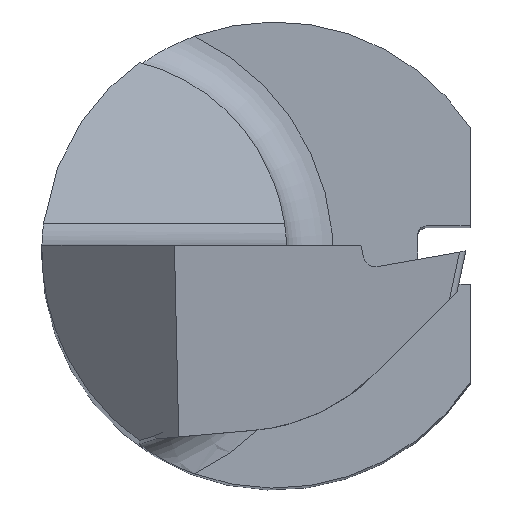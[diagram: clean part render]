
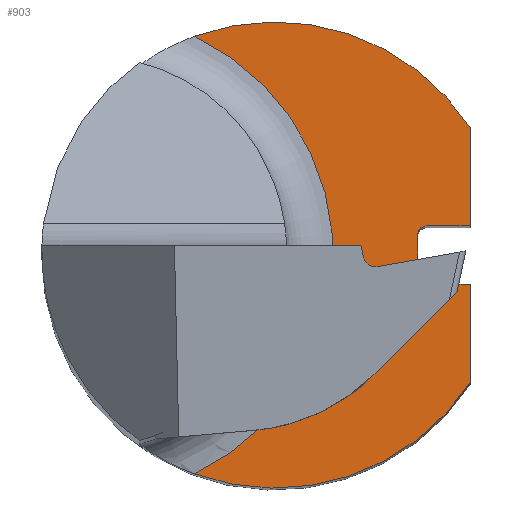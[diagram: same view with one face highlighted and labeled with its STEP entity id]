
A CAD part, top view. The second image highlights one B-rep face of the part: STEP entity #903.
In plain terms, the highlighted planar face has unit normal (0, 0, 1).
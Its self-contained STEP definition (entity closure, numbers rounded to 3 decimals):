
#37 = ORIENTED_EDGE ( 'NONE', *, *, #346, .T. ) ;
#55 = VERTEX_POINT ( 'NONE', #347 ) ;
#91 = DIRECTION ( 'NONE',  ( 1., 0., 0. ) ) ;
#120 = VERTEX_POINT ( 'NONE', #651 ) ;
#178 = EDGE_CURVE ( 'NONE', #1032, #526, #203, .T. ) ;
#203 = LINE ( 'NONE', #327, #676 ) ;
#212 = ORIENTED_EDGE ( 'NONE', *, *, #864, .T. ) ;
#218 = VERTEX_POINT ( 'NONE', #740 ) ;
#219 = PLANE ( 'NONE',  #392 ) ;
#220 = DIRECTION ( 'NONE',  ( 1., 0., 0. ) ) ;
#227 = CARTESIAN_POINT ( 'NONE',  ( 64.95, -0.5, 20. ) ) ;
#231 = LINE ( 'NONE', #798, #312 ) ;
#238 = CARTESIAN_POINT ( 'NONE',  ( -1.38, -3.755, 20. ) ) ;
#301 = ORIENTED_EDGE ( 'NONE', *, *, #508, .T. ) ;
#308 = VERTEX_POINT ( 'NONE', #658 ) ;
#312 = VECTOR ( 'NONE', #388, 1000. ) ;
#327 = CARTESIAN_POINT ( 'NONE',  ( 2.45, 0.5, 20. ) ) ;
#331 = CIRCLE ( 'NONE', #464, 0.15 ) ;
#346 = EDGE_CURVE ( 'NONE', #535, #308, #363, .T. ) ;
#347 = CARTESIAN_POINT ( 'NONE',  ( 2.6, -0.5, 20. ) ) ;
#363 = CIRCLE ( 'NONE', #492, 4. ) ;
#373 = DIRECTION ( 'NONE',  ( 0., 0., -1. ) ) ;
#379 = DIRECTION ( 'NONE',  ( 1., 0., 0. ) ) ;
#381 = LINE ( 'NONE', #227, #824 ) ;
#388 = DIRECTION ( 'NONE',  ( 0., 1., 0. ) ) ;
#392 = AXIS2_PLACEMENT_3D ( 'NONE', #1036, #616, #379 ) ;
#420 = EDGE_CURVE ( 'NONE', #517, #218, #1024, .T. ) ;
#428 = CARTESIAN_POINT ( 'NONE',  ( 2.45, -0.35, 20. ) ) ;
#438 = ORIENTED_EDGE ( 'NONE', *, *, #592, .T. ) ;
#450 = CARTESIAN_POINT ( 'NONE',  ( 3.35, 2.186, 20. ) ) ;
#464 = AXIS2_PLACEMENT_3D ( 'NONE', #947, #373, #942 ) ;
#472 = EDGE_CURVE ( 'NONE', #1032, #908, #331, .T. ) ;
#479 = DIRECTION ( 'NONE',  ( 0., -1., 0. ) ) ;
#480 = CARTESIAN_POINT ( 'NONE',  ( 64.95, 0.5, 20. ) ) ;
#486 = VECTOR ( 'NONE', #732, 1000. ) ;
#492 = AXIS2_PLACEMENT_3D ( 'NONE', #835, #573, #91 ) ;
#508 = EDGE_CURVE ( 'NONE', #308, #707, #670, .T. ) ;
#517 = VERTEX_POINT ( 'NONE', #846 ) ;
#522 = CARTESIAN_POINT ( 'NONE',  ( 3.35, 2.186, 20. ) ) ;
#525 = EDGE_LOOP ( 'NONE', ( #37, #301, #899, #906, #795, #212, #751, #880, #626, #438 ) ) ;
#526 = VERTEX_POINT ( 'NONE', #428 ) ;
#535 = VERTEX_POINT ( 'NONE', #450 ) ;
#540 = CIRCLE ( 'NONE', #712, 4. ) ;
#548 = EDGE_CURVE ( 'NONE', #55, #218, #381, .T. ) ;
#573 = DIRECTION ( 'NONE',  ( 0., 0., 1. ) ) ;
#582 = EDGE_CURVE ( 'NONE', #707, #517, #540, .T. ) ;
#592 = EDGE_CURVE ( 'NONE', #120, #535, #231, .T. ) ;
#616 = DIRECTION ( 'NONE',  ( 0., 0., 1. ) ) ;
#624 = CARTESIAN_POINT ( 'NONE',  ( -3.152, 0., 20. ) ) ;
#626 = ORIENTED_EDGE ( 'NONE', *, *, #703, .T. ) ;
#651 = CARTESIAN_POINT ( 'NONE',  ( 3.35, 0.5, 20. ) ) ;
#658 = CARTESIAN_POINT ( 'NONE',  ( -1.38, 3.755, 20. ) ) ;
#661 = LINE ( 'NONE', #480, #486 ) ;
#670 = CIRCLE ( 'NONE', #901, 4.152 ) ;
#675 = DIRECTION ( 'NONE',  ( 0., 0., -1. ) ) ;
#676 = VECTOR ( 'NONE', #479, 1000. ) ;
#700 = DIRECTION ( 'NONE',  ( 0., 1., 0. ) ) ;
#703 = EDGE_CURVE ( 'NONE', #908, #120, #661, .T. ) ;
#707 = VERTEX_POINT ( 'NONE', #238 ) ;
#712 = AXIS2_PLACEMENT_3D ( 'NONE', #975, #978, #1064 ) ;
#732 = DIRECTION ( 'NONE',  ( 1., 0., 0. ) ) ;
#740 = CARTESIAN_POINT ( 'NONE',  ( 3.35, -0.5, 20. ) ) ;
#751 = ORIENTED_EDGE ( 'NONE', *, *, #178, .F. ) ;
#760 = CARTESIAN_POINT ( 'NONE',  ( 2.6, -0.35, 20. ) ) ;
#795 = ORIENTED_EDGE ( 'NONE', *, *, #548, .F. ) ;
#796 = FACE_OUTER_BOUND ( 'NONE', #525, .T. ) ;
#798 = CARTESIAN_POINT ( 'NONE',  ( 3.35, 2.186, 20. ) ) ;
#824 = VECTOR ( 'NONE', #884, 1000. ) ;
#835 = CARTESIAN_POINT ( 'NONE',  ( 0., 0., 20. ) ) ;
#846 = CARTESIAN_POINT ( 'NONE',  ( 3.35, -2.186, 20. ) ) ;
#858 = CARTESIAN_POINT ( 'NONE',  ( 2.6, 0.5, 20. ) ) ;
#864 = EDGE_CURVE ( 'NONE', #55, #526, #1063, .T. ) ;
#880 = ORIENTED_EDGE ( 'NONE', *, *, #472, .T. ) ;
#883 = AXIS2_PLACEMENT_3D ( 'NONE', #760, #675, #923 ) ;
#884 = DIRECTION ( 'NONE',  ( 1., 0., 0. ) ) ;
#899 = ORIENTED_EDGE ( 'NONE', *, *, #582, .T. ) ;
#901 = AXIS2_PLACEMENT_3D ( 'NONE', #624, #969, #220 ) ;
#903 = ADVANCED_FACE ( 'NONE', ( #796 ), #219, .T. ) ;
#906 = ORIENTED_EDGE ( 'NONE', *, *, #420, .T. ) ;
#908 = VERTEX_POINT ( 'NONE', #858 ) ;
#923 = DIRECTION ( 'NONE',  ( 1., 0., 0. ) ) ;
#942 = DIRECTION ( 'NONE',  ( 1., 0., 0. ) ) ;
#947 = CARTESIAN_POINT ( 'NONE',  ( 2.6, 0.35, 20. ) ) ;
#964 = VECTOR ( 'NONE', #700, 1000. ) ;
#969 = DIRECTION ( 'NONE',  ( 0., 0., -1. ) ) ;
#975 = CARTESIAN_POINT ( 'NONE',  ( 0., 0., 20. ) ) ;
#978 = DIRECTION ( 'NONE',  ( 0., 0., 1. ) ) ;
#1003 = CARTESIAN_POINT ( 'NONE',  ( 2.45, 0.35, 20. ) ) ;
#1024 = LINE ( 'NONE', #522, #964 ) ;
#1032 = VERTEX_POINT ( 'NONE', #1003 ) ;
#1036 = CARTESIAN_POINT ( 'NONE',  ( -0.104, -0.291, 20. ) ) ;
#1063 = CIRCLE ( 'NONE', #883, 0.15 ) ;
#1064 = DIRECTION ( 'NONE',  ( 1., 0., 0. ) ) ;
